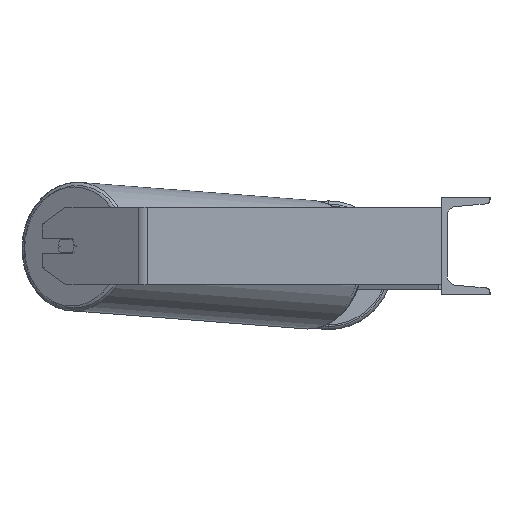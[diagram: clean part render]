
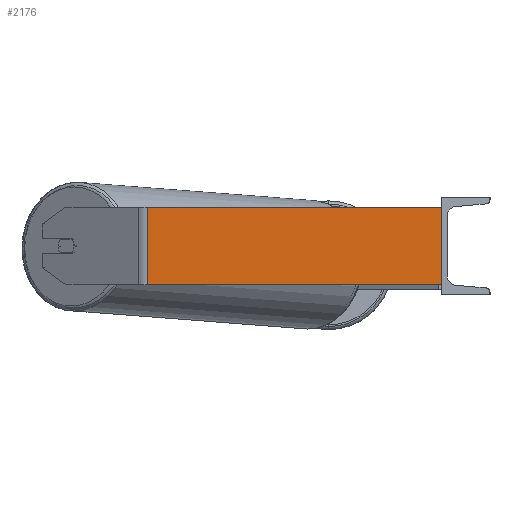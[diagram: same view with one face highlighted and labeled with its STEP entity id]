
A CAD part, left-side view. The second image highlights one B-rep face of the part: STEP entity #2176.
In plain terms, the highlighted planar face has unit normal (-1, 0, 0).
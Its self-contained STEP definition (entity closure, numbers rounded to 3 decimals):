
#185 = VERTEX_POINT ( 'NONE', #3938 ) ;
#539 = AXIS2_PLACEMENT_3D ( 'NONE', #2144, #7683, #1953 ) ;
#659 = VERTEX_POINT ( 'NONE', #2764 ) ;
#1357 = PLANE ( 'NONE',  #539 ) ;
#1448 = ORIENTED_EDGE ( 'NONE', *, *, #2337, .T. ) ;
#1612 = CARTESIAN_POINT ( 'NONE',  ( -685., 308.634, 40. ) ) ;
#1953 = DIRECTION ( 'NONE',  ( 0., 0., -1. ) ) ;
#1998 = FACE_OUTER_BOUND ( 'NONE', #5396, .T. ) ;
#2144 = CARTESIAN_POINT ( 'NONE',  ( -685., 308.634, 40. ) ) ;
#2176 = ADVANCED_FACE ( 'NONE', ( #1998 ), #1357, .F. ) ;
#2337 = EDGE_CURVE ( 'NONE', #185, #3971, #3184, .T. ) ;
#2764 = CARTESIAN_POINT ( 'NONE',  ( -685., 0., 40. ) ) ;
#2825 = CARTESIAN_POINT ( 'NONE',  ( -685., 303.589, 40. ) ) ;
#3052 = VECTOR ( 'NONE', #3870, 1000. ) ;
#3184 = LINE ( 'NONE', #8827, #8386 ) ;
#3460 = LINE ( 'NONE', #2825, #5616 ) ;
#3482 = VECTOR ( 'NONE', #5795, 1000. ) ;
#3593 = ORIENTED_EDGE ( 'NONE', *, *, #4677, .F. ) ;
#3659 = CARTESIAN_POINT ( 'NONE',  ( -685., 303.589, 40. ) ) ;
#3870 = DIRECTION ( 'NONE',  ( 0., 0., -1. ) ) ;
#3938 = CARTESIAN_POINT ( 'NONE',  ( -685., 303.589, -40. ) ) ;
#3971 = VERTEX_POINT ( 'NONE', #6289 ) ;
#4131 = DIRECTION ( 'NONE',  ( 0., 0., -1. ) ) ;
#4231 = VERTEX_POINT ( 'NONE', #3659 ) ;
#4406 = ORIENTED_EDGE ( 'NONE', *, *, #8541, .T. ) ;
#4677 = EDGE_CURVE ( 'NONE', #659, #3971, #5919, .T. ) ;
#4712 = ORIENTED_EDGE ( 'NONE', *, *, #5978, .F. ) ;
#5396 = EDGE_LOOP ( 'NONE', ( #1448, #3593, #4712, #4406 ) ) ;
#5616 = VECTOR ( 'NONE', #4131, 1000. ) ;
#5795 = DIRECTION ( 'NONE',  ( 0., -1., 0. ) ) ;
#5919 = LINE ( 'NONE', #8018, #3052 ) ;
#5978 = EDGE_CURVE ( 'NONE', #4231, #659, #7842, .T. ) ;
#6289 = CARTESIAN_POINT ( 'NONE',  ( -685., 0., -40. ) ) ;
#7683 = DIRECTION ( 'NONE',  ( 1., 0., 0. ) ) ;
#7842 = LINE ( 'NONE', #1612, #3482 ) ;
#7887 = DIRECTION ( 'NONE',  ( 0., -1., 0. ) ) ;
#8018 = CARTESIAN_POINT ( 'NONE',  ( -685., 0., 40. ) ) ;
#8386 = VECTOR ( 'NONE', #7887, 1000. ) ;
#8541 = EDGE_CURVE ( 'NONE', #4231, #185, #3460, .T. ) ;
#8827 = CARTESIAN_POINT ( 'NONE',  ( -685., 308.634, -40. ) ) ;
